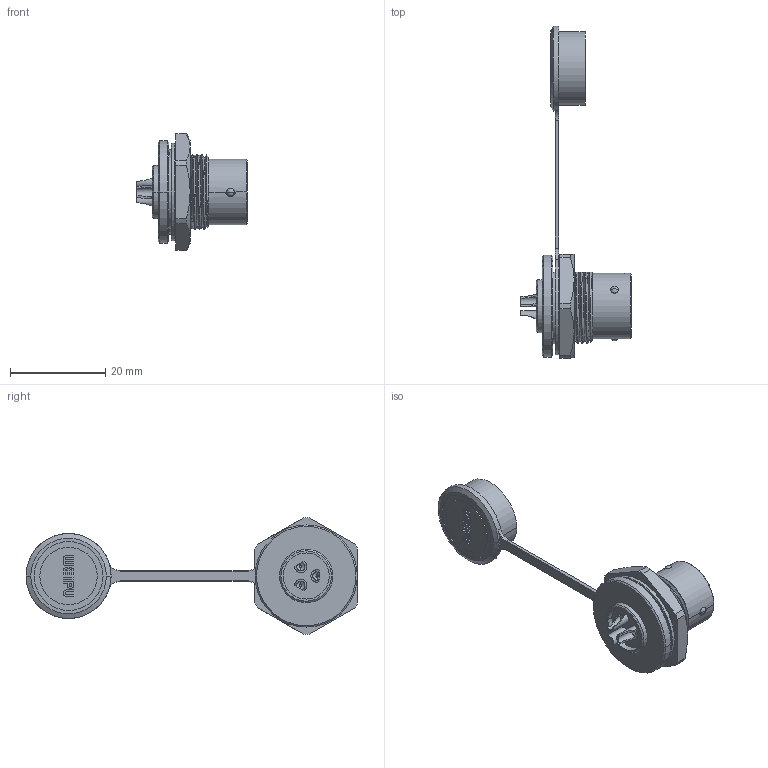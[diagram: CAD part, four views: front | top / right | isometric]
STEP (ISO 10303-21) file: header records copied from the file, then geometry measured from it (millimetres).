
FILE_DESCRIPTION((''),'2;1');
FILE_NAME('SA1215-S3','2021-03-20T',('Administrator'),(''),'CREO PARAMETRIC BY PTC INC, 2016130','CREO PARAMETRIC BY PTC INC, 2016130','');
FILE_SCHEMA(('AUTOMOTIVE_DESIGN { 1 0 10303 214 1 1 1 1 }'));
Length unit declared in the file: millimetre
Products named in the file (1): SA1215-S3
Bounding box: 23.2 x 69.85 x 24.5 mm (x, y, z)
Volume: 4555.8 mm3; surface area: 4510.1 mm2
Topology: 1 solids, 1 shells, 248 faces, 619 edges, 399 vertices
Faces by surface type: plane 95, cylinder 75, cone 36, bspline 23, sphere 12, torus 7
Entity records: 10861 total; most frequent: CARTESIAN_POINT 5039, ORIENTED_EDGE 1222, DIRECTION 1139, EDGE_CURVE 611, AXIS2_PLACEMENT_3D 421, VERTEX_POINT 399, VECTOR 297, LINE 297
